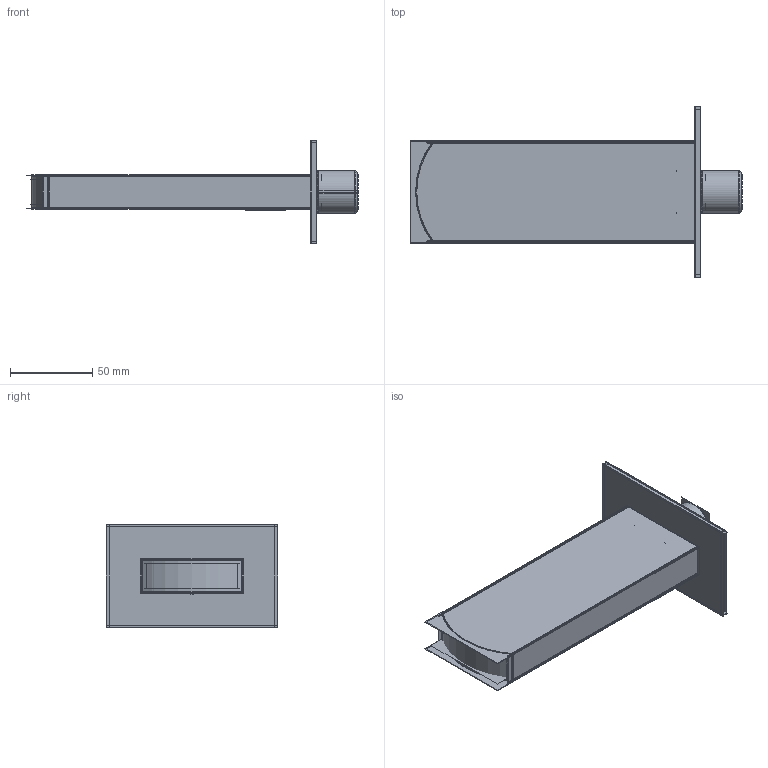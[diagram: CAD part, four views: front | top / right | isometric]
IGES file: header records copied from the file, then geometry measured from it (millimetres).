
Start section:  PTC IGES file: WP0370WC.igs
Global section: file name: WP0370WC.igs; native system: Pro/ENGINEER by Parametric Technology Corporation; preprocessor: 2009360; author: user152; organization: Unknown; date: 20200321.092926; units: millimetre
Bounding box: 201.84 x 104 x 62.4 mm (x, y, z)
Volume: 103230.5 mm3; surface area: 671852.6 mm2
Topology: 9 solids, 18 shells, 2140 faces, 10685 edges, 13012 vertices
Faces by surface type: bspline 1792, revolution 348
